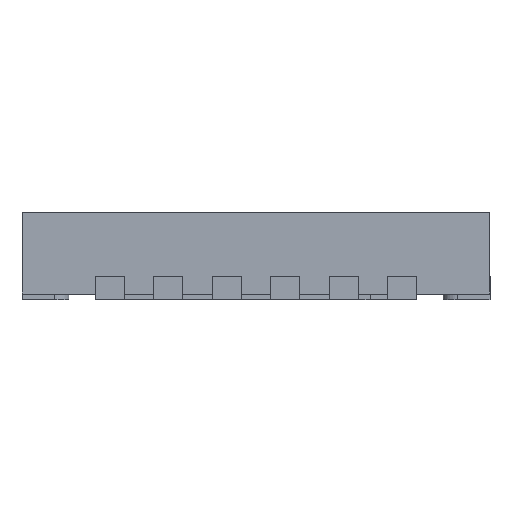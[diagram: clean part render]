
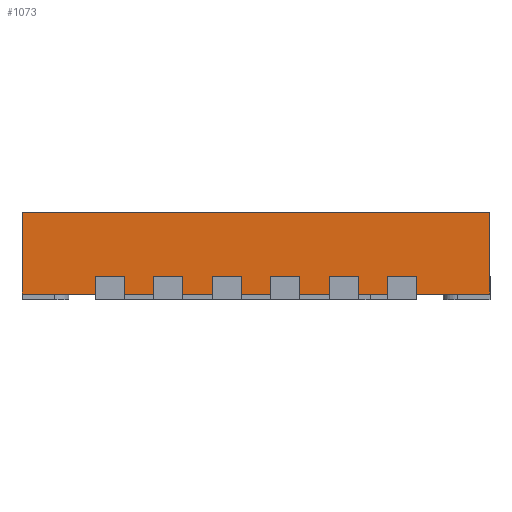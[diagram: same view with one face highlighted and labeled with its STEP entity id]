
A CAD part, left-side view. The second image highlights one B-rep face of the part: STEP entity #1073.
In plain terms, the highlighted planar face has unit normal (-1, 0, 0).
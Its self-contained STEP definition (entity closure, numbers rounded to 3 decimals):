
#743 = VERTEX_POINT('',#744);
#744 = CARTESIAN_POINT('',(-2.5,2.,0.775));
#750 = EDGE_CURVE('',#743,#751,#753,.T.);
#751 = VERTEX_POINT('',#752);
#752 = CARTESIAN_POINT('',(-2.5,-2.,0.775));
#753 = LINE('',#754,#755);
#754 = CARTESIAN_POINT('',(-2.5,-2.,0.775));
#755 = VECTOR('',#756,1.);
#756 = DIRECTION('',(0.,-1.,0.));
#825 = VERTEX_POINT('',#826);
#826 = CARTESIAN_POINT('',(-2.5,2.,0.075));
#832 = EDGE_CURVE('',#743,#825,#833,.T.);
#833 = LINE('',#834,#835);
#834 = CARTESIAN_POINT('',(-2.5,2.,0.775));
#835 = VECTOR('',#836,1.);
#836 = DIRECTION('',(0.,0.,-1.));
#1073 = ADVANCED_FACE('',(#1074),#1284,.F.);
#1074 = FACE_BOUND('',#1075,.T.);
#1075 = EDGE_LOOP('',(#1076,#1086,#1094,#1102,#1110,#1118,#1124,#1125,
    #1126,#1134,#1142,#1150,#1158,#1166,#1174,#1182,#1190,#1198,#1206,
    #1214,#1222,#1230,#1238,#1246,#1254,#1262,#1270,#1278));
#1076 = ORIENTED_EDGE('',*,*,#1077,.T.);
#1077 = EDGE_CURVE('',#1078,#1080,#1082,.T.);
#1078 = VERTEX_POINT('',#1079);
#1079 = CARTESIAN_POINT('',(-2.5,-0.875,0.075));
#1080 = VERTEX_POINT('',#1081);
#1081 = CARTESIAN_POINT('',(-2.5,-1.125,0.075));
#1082 = LINE('',#1083,#1084);
#1083 = CARTESIAN_POINT('',(-2.5,-2.,0.075));
#1084 = VECTOR('',#1085,1.);
#1085 = DIRECTION('',(0.,-1.,0.));
#1086 = ORIENTED_EDGE('',*,*,#1087,.T.);
#1087 = EDGE_CURVE('',#1080,#1088,#1090,.T.);
#1088 = VERTEX_POINT('',#1089);
#1089 = CARTESIAN_POINT('',(-2.5,-1.125,0.225));
#1090 = LINE('',#1091,#1092);
#1091 = CARTESIAN_POINT('',(-2.5,-1.125,0.775));
#1092 = VECTOR('',#1093,1.);
#1093 = DIRECTION('',(0.,0.,1.));
#1094 = ORIENTED_EDGE('',*,*,#1095,.T.);
#1095 = EDGE_CURVE('',#1088,#1096,#1098,.T.);
#1096 = VERTEX_POINT('',#1097);
#1097 = CARTESIAN_POINT('',(-2.5,-1.375,0.225));
#1098 = LINE('',#1099,#1100);
#1099 = CARTESIAN_POINT('',(-2.5,-2.,0.225));
#1100 = VECTOR('',#1101,1.);
#1101 = DIRECTION('',(0.,-1.,0.));
#1102 = ORIENTED_EDGE('',*,*,#1103,.T.);
#1103 = EDGE_CURVE('',#1096,#1104,#1106,.T.);
#1104 = VERTEX_POINT('',#1105);
#1105 = CARTESIAN_POINT('',(-2.5,-1.375,0.075));
#1106 = LINE('',#1107,#1108);
#1107 = CARTESIAN_POINT('',(-2.5,-1.375,0.775));
#1108 = VECTOR('',#1109,1.);
#1109 = DIRECTION('',(0.,0.,-1.));
#1110 = ORIENTED_EDGE('',*,*,#1111,.T.);
#1111 = EDGE_CURVE('',#1104,#1112,#1114,.T.);
#1112 = VERTEX_POINT('',#1113);
#1113 = CARTESIAN_POINT('',(-2.5,-2.,0.075));
#1114 = LINE('',#1115,#1116);
#1115 = CARTESIAN_POINT('',(-2.5,-2.,0.075));
#1116 = VECTOR('',#1117,1.);
#1117 = DIRECTION('',(0.,-1.,0.));
#1118 = ORIENTED_EDGE('',*,*,#1119,.F.);
#1119 = EDGE_CURVE('',#751,#1112,#1120,.T.);
#1120 = LINE('',#1121,#1122);
#1121 = CARTESIAN_POINT('',(-2.5,-2.,0.775));
#1122 = VECTOR('',#1123,1.);
#1123 = DIRECTION('',(0.,0.,-1.));
#1124 = ORIENTED_EDGE('',*,*,#750,.F.);
#1125 = ORIENTED_EDGE('',*,*,#832,.T.);
#1126 = ORIENTED_EDGE('',*,*,#1127,.T.);
#1127 = EDGE_CURVE('',#825,#1128,#1130,.T.);
#1128 = VERTEX_POINT('',#1129);
#1129 = CARTESIAN_POINT('',(-2.5,1.375,0.075));
#1130 = LINE('',#1131,#1132);
#1131 = CARTESIAN_POINT('',(-2.5,-2.,0.075));
#1132 = VECTOR('',#1133,1.);
#1133 = DIRECTION('',(0.,-1.,0.));
#1134 = ORIENTED_EDGE('',*,*,#1135,.T.);
#1135 = EDGE_CURVE('',#1128,#1136,#1138,.T.);
#1136 = VERTEX_POINT('',#1137);
#1137 = CARTESIAN_POINT('',(-2.5,1.375,0.225));
#1138 = LINE('',#1139,#1140);
#1139 = CARTESIAN_POINT('',(-2.5,1.375,0.775));
#1140 = VECTOR('',#1141,1.);
#1141 = DIRECTION('',(0.,0.,1.));
#1142 = ORIENTED_EDGE('',*,*,#1143,.T.);
#1143 = EDGE_CURVE('',#1136,#1144,#1146,.T.);
#1144 = VERTEX_POINT('',#1145);
#1145 = CARTESIAN_POINT('',(-2.5,1.125,0.225));
#1146 = LINE('',#1147,#1148);
#1147 = CARTESIAN_POINT('',(-2.5,-2.,0.225));
#1148 = VECTOR('',#1149,1.);
#1149 = DIRECTION('',(0.,-1.,0.));
#1150 = ORIENTED_EDGE('',*,*,#1151,.T.);
#1151 = EDGE_CURVE('',#1144,#1152,#1154,.T.);
#1152 = VERTEX_POINT('',#1153);
#1153 = CARTESIAN_POINT('',(-2.5,1.125,0.075));
#1154 = LINE('',#1155,#1156);
#1155 = CARTESIAN_POINT('',(-2.5,1.125,0.775));
#1156 = VECTOR('',#1157,1.);
#1157 = DIRECTION('',(0.,0.,-1.));
#1158 = ORIENTED_EDGE('',*,*,#1159,.T.);
#1159 = EDGE_CURVE('',#1152,#1160,#1162,.T.);
#1160 = VERTEX_POINT('',#1161);
#1161 = CARTESIAN_POINT('',(-2.5,0.875,0.075));
#1162 = LINE('',#1163,#1164);
#1163 = CARTESIAN_POINT('',(-2.5,-2.,0.075));
#1164 = VECTOR('',#1165,1.);
#1165 = DIRECTION('',(0.,-1.,0.));
#1166 = ORIENTED_EDGE('',*,*,#1167,.T.);
#1167 = EDGE_CURVE('',#1160,#1168,#1170,.T.);
#1168 = VERTEX_POINT('',#1169);
#1169 = CARTESIAN_POINT('',(-2.5,0.875,0.225));
#1170 = LINE('',#1171,#1172);
#1171 = CARTESIAN_POINT('',(-2.5,0.875,0.775));
#1172 = VECTOR('',#1173,1.);
#1173 = DIRECTION('',(0.,0.,1.));
#1174 = ORIENTED_EDGE('',*,*,#1175,.T.);
#1175 = EDGE_CURVE('',#1168,#1176,#1178,.T.);
#1176 = VERTEX_POINT('',#1177);
#1177 = CARTESIAN_POINT('',(-2.5,0.625,0.225));
#1178 = LINE('',#1179,#1180);
#1179 = CARTESIAN_POINT('',(-2.5,-2.,0.225));
#1180 = VECTOR('',#1181,1.);
#1181 = DIRECTION('',(0.,-1.,0.));
#1182 = ORIENTED_EDGE('',*,*,#1183,.T.);
#1183 = EDGE_CURVE('',#1176,#1184,#1186,.T.);
#1184 = VERTEX_POINT('',#1185);
#1185 = CARTESIAN_POINT('',(-2.5,0.625,0.075));
#1186 = LINE('',#1187,#1188);
#1187 = CARTESIAN_POINT('',(-2.5,0.625,0.775));
#1188 = VECTOR('',#1189,1.);
#1189 = DIRECTION('',(0.,0.,-1.));
#1190 = ORIENTED_EDGE('',*,*,#1191,.T.);
#1191 = EDGE_CURVE('',#1184,#1192,#1194,.T.);
#1192 = VERTEX_POINT('',#1193);
#1193 = CARTESIAN_POINT('',(-2.5,0.375,0.075));
#1194 = LINE('',#1195,#1196);
#1195 = CARTESIAN_POINT('',(-2.5,-2.,0.075));
#1196 = VECTOR('',#1197,1.);
#1197 = DIRECTION('',(0.,-1.,0.));
#1198 = ORIENTED_EDGE('',*,*,#1199,.T.);
#1199 = EDGE_CURVE('',#1192,#1200,#1202,.T.);
#1200 = VERTEX_POINT('',#1201);
#1201 = CARTESIAN_POINT('',(-2.5,0.375,0.225));
#1202 = LINE('',#1203,#1204);
#1203 = CARTESIAN_POINT('',(-2.5,0.375,0.775));
#1204 = VECTOR('',#1205,1.);
#1205 = DIRECTION('',(0.,0.,1.));
#1206 = ORIENTED_EDGE('',*,*,#1207,.T.);
#1207 = EDGE_CURVE('',#1200,#1208,#1210,.T.);
#1208 = VERTEX_POINT('',#1209);
#1209 = CARTESIAN_POINT('',(-2.5,0.125,0.225));
#1210 = LINE('',#1211,#1212);
#1211 = CARTESIAN_POINT('',(-2.5,-2.,0.225));
#1212 = VECTOR('',#1213,1.);
#1213 = DIRECTION('',(0.,-1.,0.));
#1214 = ORIENTED_EDGE('',*,*,#1215,.T.);
#1215 = EDGE_CURVE('',#1208,#1216,#1218,.T.);
#1216 = VERTEX_POINT('',#1217);
#1217 = CARTESIAN_POINT('',(-2.5,0.125,0.075));
#1218 = LINE('',#1219,#1220);
#1219 = CARTESIAN_POINT('',(-2.5,0.125,0.775));
#1220 = VECTOR('',#1221,1.);
#1221 = DIRECTION('',(0.,0.,-1.));
#1222 = ORIENTED_EDGE('',*,*,#1223,.T.);
#1223 = EDGE_CURVE('',#1216,#1224,#1226,.T.);
#1224 = VERTEX_POINT('',#1225);
#1225 = CARTESIAN_POINT('',(-2.5,-0.125,0.075));
#1226 = LINE('',#1227,#1228);
#1227 = CARTESIAN_POINT('',(-2.5,-2.,0.075));
#1228 = VECTOR('',#1229,1.);
#1229 = DIRECTION('',(0.,-1.,0.));
#1230 = ORIENTED_EDGE('',*,*,#1231,.T.);
#1231 = EDGE_CURVE('',#1224,#1232,#1234,.T.);
#1232 = VERTEX_POINT('',#1233);
#1233 = CARTESIAN_POINT('',(-2.5,-0.125,0.225));
#1234 = LINE('',#1235,#1236);
#1235 = CARTESIAN_POINT('',(-2.5,-0.125,0.775));
#1236 = VECTOR('',#1237,1.);
#1237 = DIRECTION('',(0.,0.,1.));
#1238 = ORIENTED_EDGE('',*,*,#1239,.T.);
#1239 = EDGE_CURVE('',#1232,#1240,#1242,.T.);
#1240 = VERTEX_POINT('',#1241);
#1241 = CARTESIAN_POINT('',(-2.5,-0.375,0.225));
#1242 = LINE('',#1243,#1244);
#1243 = CARTESIAN_POINT('',(-2.5,-2.,0.225));
#1244 = VECTOR('',#1245,1.);
#1245 = DIRECTION('',(0.,-1.,0.));
#1246 = ORIENTED_EDGE('',*,*,#1247,.T.);
#1247 = EDGE_CURVE('',#1240,#1248,#1250,.T.);
#1248 = VERTEX_POINT('',#1249);
#1249 = CARTESIAN_POINT('',(-2.5,-0.375,0.075));
#1250 = LINE('',#1251,#1252);
#1251 = CARTESIAN_POINT('',(-2.5,-0.375,0.775));
#1252 = VECTOR('',#1253,1.);
#1253 = DIRECTION('',(0.,0.,-1.));
#1254 = ORIENTED_EDGE('',*,*,#1255,.T.);
#1255 = EDGE_CURVE('',#1248,#1256,#1258,.T.);
#1256 = VERTEX_POINT('',#1257);
#1257 = CARTESIAN_POINT('',(-2.5,-0.625,0.075));
#1258 = LINE('',#1259,#1260);
#1259 = CARTESIAN_POINT('',(-2.5,-2.,0.075));
#1260 = VECTOR('',#1261,1.);
#1261 = DIRECTION('',(0.,-1.,0.));
#1262 = ORIENTED_EDGE('',*,*,#1263,.T.);
#1263 = EDGE_CURVE('',#1256,#1264,#1266,.T.);
#1264 = VERTEX_POINT('',#1265);
#1265 = CARTESIAN_POINT('',(-2.5,-0.625,0.225));
#1266 = LINE('',#1267,#1268);
#1267 = CARTESIAN_POINT('',(-2.5,-0.625,0.775));
#1268 = VECTOR('',#1269,1.);
#1269 = DIRECTION('',(0.,0.,1.));
#1270 = ORIENTED_EDGE('',*,*,#1271,.T.);
#1271 = EDGE_CURVE('',#1264,#1272,#1274,.T.);
#1272 = VERTEX_POINT('',#1273);
#1273 = CARTESIAN_POINT('',(-2.5,-0.875,0.225));
#1274 = LINE('',#1275,#1276);
#1275 = CARTESIAN_POINT('',(-2.5,-2.,0.225));
#1276 = VECTOR('',#1277,1.);
#1277 = DIRECTION('',(0.,-1.,0.));
#1278 = ORIENTED_EDGE('',*,*,#1279,.T.);
#1279 = EDGE_CURVE('',#1272,#1078,#1280,.T.);
#1280 = LINE('',#1281,#1282);
#1281 = CARTESIAN_POINT('',(-2.5,-0.875,0.775));
#1282 = VECTOR('',#1283,1.);
#1283 = DIRECTION('',(0.,0.,-1.));
#1284 = PLANE('',#1285);
#1285 = AXIS2_PLACEMENT_3D('',#1286,#1287,#1288);
#1286 = CARTESIAN_POINT('',(-2.5,-2.,0.775));
#1287 = DIRECTION('',(1.,0.,0.));
#1288 = DIRECTION('',(0.,1.,0.));
